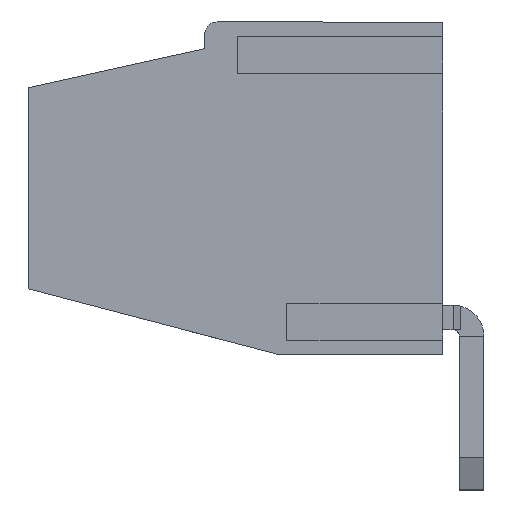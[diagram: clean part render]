
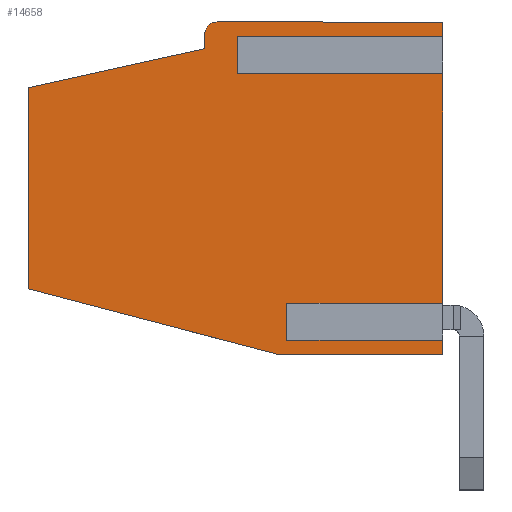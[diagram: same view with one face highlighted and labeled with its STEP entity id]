
A CAD part, left-side view. The second image highlights one B-rep face of the part: STEP entity #14658.
In plain terms, the highlighted face is planar.
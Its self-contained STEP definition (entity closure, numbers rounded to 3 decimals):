
#147 = EDGE_CURVE ( 'NONE', #8060, #17033, #16556, .T. ) ;
#380 = EDGE_CURVE ( 'NONE', #6799, #9220, #28340, .T. ) ;
#420 = CARTESIAN_POINT ( 'NONE',  ( 2.54, 0.532, 0.7 ) ) ;
#591 = VERTEX_POINT ( 'NONE', #17737 ) ;
#707 = LINE ( 'NONE', #10746, #16517 ) ;
#935 = DIRECTION ( 'NONE',  ( 0., 0., -1. ) ) ;
#1170 = LINE ( 'NONE', #6126, #3340 ) ;
#1725 = VERTEX_POINT ( 'NONE', #4526 ) ;
#2445 = EDGE_CURVE ( 'NONE', #31180, #28012, #1170, .T. ) ;
#2702 = CARTESIAN_POINT ( 'NONE',  ( 2.54, 8.1, 6.2 ) ) ;
#2836 = EDGE_CURVE ( 'NONE', #31180, #1725, #10536, .T. ) ;
#2990 = VECTOR ( 'NONE', #24395, 1000. ) ;
#3119 = ORIENTED_EDGE ( 'NONE', *, *, #2445, .F. ) ;
#3340 = VECTOR ( 'NONE', #5953, 1000. ) ;
#3757 = VECTOR ( 'NONE', #25187, 1000. ) ;
#4083 = CARTESIAN_POINT ( 'NONE',  ( 2.54, 8.1, 0.7 ) ) ;
#4104 = CARTESIAN_POINT ( 'NONE',  ( 2.54, 0., 10.8 ) ) ;
#4346 = ORIENTED_EDGE ( 'NONE', *, *, #20342, .F. ) ;
#4438 = CARTESIAN_POINT ( 'NONE',  ( 2.54, 8.1, 0.7 ) ) ;
#4526 = CARTESIAN_POINT ( 'NONE',  ( 2.54, 7.568, 0.7 ) ) ;
#4580 = VECTOR ( 'NONE', #935, 1000. ) ;
#5380 = VECTOR ( 'NONE', #7489, 1000. ) ;
#5470 = CARTESIAN_POINT ( 'NONE',  ( 2.54, 7.568, 5.7 ) ) ;
#5953 = DIRECTION ( 'NONE',  ( 0., -1., 0. ) ) ;
#6059 = VECTOR ( 'NONE', #15770, 1000. ) ;
#6126 = CARTESIAN_POINT ( 'NONE',  ( 2.54, 7.568, 5.7 ) ) ;
#6332 = CIRCLE ( 'NONE', #24781, 0.3 ) ;
#6419 = CARTESIAN_POINT ( 'NONE',  ( 2.54, 8.1, 10.8 ) ) ;
#6514 = ORIENTED_EDGE ( 'NONE', *, *, #11672, .T. ) ;
#6799 = VERTEX_POINT ( 'NONE', #2702 ) ;
#7063 = DIRECTION ( 'NONE',  ( -1., 0., 0. ) ) ;
#7489 = DIRECTION ( 'NONE',  ( 0., 1., 0. ) ) ;
#8060 = VERTEX_POINT ( 'NONE', #18076 ) ;
#8221 = VECTOR ( 'NONE', #14109, 1000. ) ;
#8239 = ORIENTED_EDGE ( 'NONE', *, *, #8862, .F. ) ;
#8862 = EDGE_CURVE ( 'NONE', #14626, #17439, #25585, .T. ) ;
#8996 = LINE ( 'NONE', #13614, #21453 ) ;
#9220 = VERTEX_POINT ( 'NONE', #30280 ) ;
#9644 = EDGE_LOOP ( 'NONE', ( #18354, #6514, #14914, #8239, #4346, #25724, #15514, #25871, #16147, #22440, #22018, #24573, #17666, #3119, #13213, #14497 ) ) ;
#9898 = EDGE_CURVE ( 'NONE', #1725, #9220, #707, .T. ) ;
#10052 = DIRECTION ( 'NONE',  ( 0., 0.216, -0.976 ) ) ;
#10304 = CARTESIAN_POINT ( 'NONE',  ( 2.54, 7.032, 5.7 ) ) ;
#10471 = LINE ( 'NONE', #28131, #4580 ) ;
#10536 = LINE ( 'NONE', #5470, #24958 ) ;
#10746 = CARTESIAN_POINT ( 'NONE',  ( 2.54, 8.1, 0.7 ) ) ;
#11079 = EDGE_CURVE ( 'NONE', #13745, #26876, #32223, .T. ) ;
#11672 = EDGE_CURVE ( 'NONE', #6799, #26701, #6332, .T. ) ;
#11678 = AXIS2_PLACEMENT_3D ( 'NONE', #6419, #7063, #29007 ) ;
#12170 = CARTESIAN_POINT ( 'NONE',  ( 2.54, 1.6, 10.8 ) ) ;
#12172 = EDGE_CURVE ( 'NONE', #28012, #32509, #30587, .T. ) ;
#12641 = DIRECTION ( 'NONE',  ( 0., 1., 0. ) ) ;
#13202 = CARTESIAN_POINT ( 'NONE',  ( 2.54, 7.8, 6.2 ) ) ;
#13213 = ORIENTED_EDGE ( 'NONE', *, *, #2836, .T. ) ;
#13504 = VECTOR ( 'NONE', #12641, 1000. ) ;
#13566 = CARTESIAN_POINT ( 'NONE',  ( 2.54, 1.6, 10.8 ) ) ;
#13614 = CARTESIAN_POINT ( 'NONE',  ( 2.54, 8.1, 10.8 ) ) ;
#13745 = VERTEX_POINT ( 'NONE', #26578 ) ;
#14109 = DIRECTION ( 'NONE',  ( 0., 1., 0. ) ) ;
#14497 = ORIENTED_EDGE ( 'NONE', *, *, #9898, .T. ) ;
#14626 = VERTEX_POINT ( 'NONE', #30985 ) ;
#14658 = ADVANCED_FACE ( 'NONE', ( #32274 ), #29633, .F. ) ;
#14739 = CARTESIAN_POINT ( 'NONE',  ( 2.54, 0.532, 4.5 ) ) ;
#14914 = ORIENTED_EDGE ( 'NONE', *, *, #25238, .F. ) ;
#15514 = ORIENTED_EDGE ( 'NONE', *, *, #15886, .T. ) ;
#15770 = DIRECTION ( 'NONE',  ( 0., 0., -1. ) ) ;
#15843 = VERTEX_POINT ( 'NONE', #22437 ) ;
#15886 = EDGE_CURVE ( 'NONE', #591, #8060, #22216, .T. ) ;
#16147 = ORIENTED_EDGE ( 'NONE', *, *, #29418, .F. ) ;
#16174 = DIRECTION ( 'NONE',  ( 0., 0., -1. ) ) ;
#16328 = DIRECTION ( 'NONE',  ( 0., -1., 0. ) ) ;
#16517 = VECTOR ( 'NONE', #31040, 1000. ) ;
#16556 = LINE ( 'NONE', #4083, #8221 ) ;
#16731 = VERTEX_POINT ( 'NONE', #12170 ) ;
#17033 = VERTEX_POINT ( 'NONE', #420 ) ;
#17439 = VERTEX_POINT ( 'NONE', #26060 ) ;
#17666 = ORIENTED_EDGE ( 'NONE', *, *, #12172, .F. ) ;
#17737 = CARTESIAN_POINT ( 'NONE',  ( 2.54, 0., 4.7 ) ) ;
#17760 = CARTESIAN_POINT ( 'NONE',  ( 2.54, 1.068, 4.5 ) ) ;
#17770 = CARTESIAN_POINT ( 'NONE',  ( 2.54, 7.45, 6.5 ) ) ;
#18076 = CARTESIAN_POINT ( 'NONE',  ( 2.54, 0., 0.7 ) ) ;
#18354 = ORIENTED_EDGE ( 'NONE', *, *, #380, .F. ) ;
#18504 = DIRECTION ( 'NONE',  ( 1., 0., 0. ) ) ;
#20310 = EDGE_CURVE ( 'NONE', #26876, #15843, #10471, .T. ) ;
#20342 = EDGE_CURVE ( 'NONE', #16731, #14626, #8996, .T. ) ;
#21453 = VECTOR ( 'NONE', #29104, 1000. ) ;
#22018 = ORIENTED_EDGE ( 'NONE', *, *, #20310, .T. ) ;
#22216 = LINE ( 'NONE', #4104, #28955 ) ;
#22437 = CARTESIAN_POINT ( 'NONE',  ( 2.54, 1.068, 0.7 ) ) ;
#22440 = ORIENTED_EDGE ( 'NONE', *, *, #11079, .T. ) ;
#22443 = VECTOR ( 'NONE', #16174, 1000. ) ;
#22764 = LINE ( 'NONE', #17770, #13504 ) ;
#23489 = LINE ( 'NONE', #13566, #30711 ) ;
#23787 = EDGE_CURVE ( 'NONE', #15843, #32509, #24247, .T. ) ;
#24247 = LINE ( 'NONE', #4438, #2990 ) ;
#24395 = DIRECTION ( 'NONE',  ( 0., 1., 0. ) ) ;
#24573 = ORIENTED_EDGE ( 'NONE', *, *, #23787, .T. ) ;
#24781 = AXIS2_PLACEMENT_3D ( 'NONE', #13202, #18504, #16328 ) ;
#24812 = CARTESIAN_POINT ( 'NONE',  ( 2.54, 7.032, 0.7 ) ) ;
#24958 = VECTOR ( 'NONE', #27735, 1000. ) ;
#25117 = CARTESIAN_POINT ( 'NONE',  ( 2.54, 7.568, 5.7 ) ) ;
#25187 = DIRECTION ( 'NONE',  ( 0., 0., -1. ) ) ;
#25238 = EDGE_CURVE ( 'NONE', #17439, #26701, #22764, .T. ) ;
#25409 = CARTESIAN_POINT ( 'NONE',  ( 2.54, 6.5, 10.8 ) ) ;
#25585 = LINE ( 'NONE', #25409, #29631 ) ;
#25724 = ORIENTED_EDGE ( 'NONE', *, *, #27381, .F. ) ;
#25871 = ORIENTED_EDGE ( 'NONE', *, *, #147, .T. ) ;
#26060 = CARTESIAN_POINT ( 'NONE',  ( 2.54, 7.45, 6.5 ) ) ;
#26241 = CARTESIAN_POINT ( 'NONE',  ( 2.54, 7.8, 6.5 ) ) ;
#26277 = CARTESIAN_POINT ( 'NONE',  ( 2.54, 0.532, 4.5 ) ) ;
#26578 = CARTESIAN_POINT ( 'NONE',  ( 2.54, 0.532, 4.5 ) ) ;
#26701 = VERTEX_POINT ( 'NONE', #26241 ) ;
#26876 = VERTEX_POINT ( 'NONE', #17760 ) ;
#27381 = EDGE_CURVE ( 'NONE', #591, #16731, #23489, .T. ) ;
#27735 = DIRECTION ( 'NONE',  ( 0., 0., -1. ) ) ;
#28012 = VERTEX_POINT ( 'NONE', #30889 ) ;
#28131 = CARTESIAN_POINT ( 'NONE',  ( 2.54, 1.068, 4.5 ) ) ;
#28174 = CARTESIAN_POINT ( 'NONE',  ( 2.54, 8.1, 10.8 ) ) ;
#28340 = LINE ( 'NONE', #28174, #6059 ) ;
#28955 = VECTOR ( 'NONE', #32237, 1000. ) ;
#29007 = DIRECTION ( 'NONE',  ( 0., -1., 0. ) ) ;
#29104 = DIRECTION ( 'NONE',  ( 0., 1., 0. ) ) ;
#29418 = EDGE_CURVE ( 'NONE', #13745, #17033, #31676, .T. ) ;
#29631 = VECTOR ( 'NONE', #10052, 1000. ) ;
#29633 = PLANE ( 'NONE',  #11678 ) ;
#30280 = CARTESIAN_POINT ( 'NONE',  ( 2.54, 8.1, 0.7 ) ) ;
#30587 = LINE ( 'NONE', #10304, #3757 ) ;
#30711 = VECTOR ( 'NONE', #30885, 1000. ) ;
#30885 = DIRECTION ( 'NONE',  ( 0., 0.254, 0.967 ) ) ;
#30889 = CARTESIAN_POINT ( 'NONE',  ( 2.54, 7.032, 5.7 ) ) ;
#30985 = CARTESIAN_POINT ( 'NONE',  ( 2.54, 6.5, 10.8 ) ) ;
#31040 = DIRECTION ( 'NONE',  ( 0., 1., 0. ) ) ;
#31180 = VERTEX_POINT ( 'NONE', #25117 ) ;
#31676 = LINE ( 'NONE', #26277, #22443 ) ;
#32223 = LINE ( 'NONE', #14739, #5380 ) ;
#32237 = DIRECTION ( 'NONE',  ( 0., 0., -1. ) ) ;
#32274 = FACE_OUTER_BOUND ( 'NONE', #9644, .T. ) ;
#32509 = VERTEX_POINT ( 'NONE', #24812 ) ;
